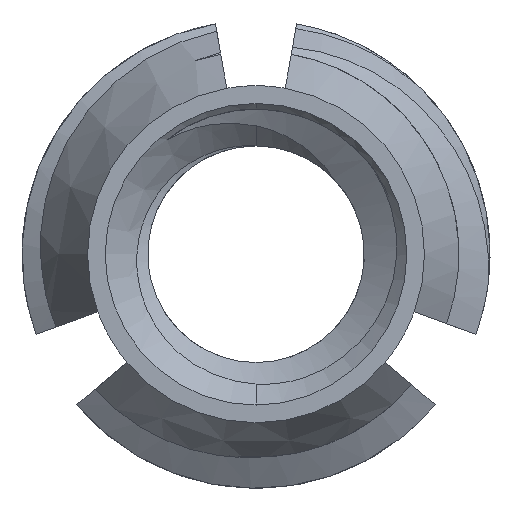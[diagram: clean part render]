
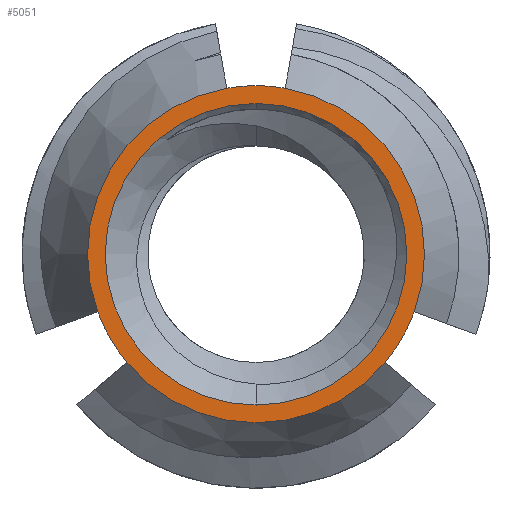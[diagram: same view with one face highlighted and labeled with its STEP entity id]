
A CAD part, front view. The second image highlights one B-rep face of the part: STEP entity #5051.
In plain terms, the highlighted planar face has unit normal (0, -1, 0).
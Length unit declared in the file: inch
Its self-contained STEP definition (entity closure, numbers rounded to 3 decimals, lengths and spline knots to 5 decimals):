
#73 = CARTESIAN_POINT ( 'NONE',  ( 0.05815, -0.23438, -0.02116 ) ) ;
#229 = DIRECTION ( 'NONE',  ( 0., 0., 1. ) ) ;
#627 = DIRECTION ( 'NONE',  ( 0., -1., 0. ) ) ;
#725 = AXIS2_PLACEMENT_3D ( 'NONE', #3660, #11395, #4774 ) ;
#1363 = CIRCLE ( 'NONE', #11373, 0.06188 ) ;
#1562 = ORIENTED_EDGE ( 'NONE', *, *, #9139, .T. ) ;
#2224 = DIRECTION ( 'NONE',  ( 0., -1., 0. ) ) ;
#2264 = EDGE_CURVE ( 'NONE', #9913, #5364, #2555, .T. ) ;
#2400 = CARTESIAN_POINT ( 'NONE',  ( 0., -0.23438, 0. ) ) ;
#2415 = CIRCLE ( 'NONE', #9876, 0.06188 ) ;
#2555 = CIRCLE ( 'NONE', #6906, 0.06188 ) ;
#2881 = ORIENTED_EDGE ( 'NONE', *, *, #4142, .T. ) ;
#2886 = CARTESIAN_POINT ( 'NONE',  ( 0., -0.23438, 0. ) ) ;
#2906 = CIRCLE ( 'NONE', #8032, 0.05539 ) ;
#3054 = CARTESIAN_POINT ( 'NONE',  ( -0.01075, -0.23438, 0.06094 ) ) ;
#3101 = CARTESIAN_POINT ( 'NONE',  ( 0., -0.23438, 0.06188 ) ) ;
#3283 = AXIS2_PLACEMENT_3D ( 'NONE', #11450, #4831, #12562 ) ;
#3322 = ORIENTED_EDGE ( 'NONE', *, *, #10423, .T. ) ;
#3335 = PLANE ( 'NONE',  #11170 ) ;
#3507 = DIRECTION ( 'NONE',  ( 0., 0., 1. ) ) ;
#3612 = CARTESIAN_POINT ( 'NONE',  ( 0.0474, -0.23438, -0.03978 ) ) ;
#3644 = VERTEX_POINT ( 'NONE', #6311 ) ;
#3660 = CARTESIAN_POINT ( 'NONE',  ( 0., -0.23438, 0. ) ) ;
#3697 = VERTEX_POINT ( 'NONE', #9986 ) ;
#3707 = ORIENTED_EDGE ( 'NONE', *, *, #10142, .T. ) ;
#3989 = DIRECTION ( 'NONE',  ( 0., 0., 1. ) ) ;
#4120 = CARTESIAN_POINT ( 'NONE',  ( -0.0474, -0.23438, -0.03978 ) ) ;
#4142 = EDGE_CURVE ( 'NONE', #11176, #3644, #2906, .T. ) ;
#4362 = DIRECTION ( 'NONE',  ( 0., -1., 0. ) ) ;
#4435 = CARTESIAN_POINT ( 'NONE',  ( 0., -0.23438, 0. ) ) ;
#4486 = ORIENTED_EDGE ( 'NONE', *, *, #7847, .T. ) ;
#4595 = CIRCLE ( 'NONE', #725, 0.06188 ) ;
#4774 = DIRECTION ( 'NONE',  ( 0., 0., 1. ) ) ;
#4831 = DIRECTION ( 'NONE',  ( 0., 1., 0. ) ) ;
#5051 = ADVANCED_FACE ( 'NONE', ( #8283, #14127 ), #3335, .F. ) ;
#5266 = ORIENTED_EDGE ( 'NONE', *, *, #13383, .T. ) ;
#5364 = VERTEX_POINT ( 'NONE', #3612 ) ;
#5405 = CARTESIAN_POINT ( 'NONE',  ( 0., -0.23438, 0. ) ) ;
#5516 = EDGE_LOOP ( 'NONE', ( #4486, #2881 ) ) ;
#5539 = DIRECTION ( 'NONE',  ( 0., 0., 1. ) ) ;
#6311 = CARTESIAN_POINT ( 'NONE',  ( 0., -0.23438, -0.05539 ) ) ;
#6432 = AXIS2_PLACEMENT_3D ( 'NONE', #13427, #6819, #229 ) ;
#6534 = DIRECTION ( 'NONE',  ( 0., 0., 1. ) ) ;
#6574 = CARTESIAN_POINT ( 'NONE',  ( 0.01075, -0.23438, 0.06094 ) ) ;
#6642 = EDGE_CURVE ( 'NONE', #3697, #9913, #1363, .T. ) ;
#6819 = DIRECTION ( 'NONE',  ( 0., -1., 0. ) ) ;
#6906 = AXIS2_PLACEMENT_3D ( 'NONE', #7225, #627, #8348 ) ;
#7225 = CARTESIAN_POINT ( 'NONE',  ( 0., -0.23438, 0. ) ) ;
#7284 = ORIENTED_EDGE ( 'NONE', *, *, #2264, .T. ) ;
#7847 = EDGE_CURVE ( 'NONE', #3644, #11176, #9284, .T. ) ;
#8032 = AXIS2_PLACEMENT_3D ( 'NONE', #2400, #10111, #3507 ) ;
#8283 = FACE_OUTER_BOUND ( 'NONE', #10993, .T. ) ;
#8348 = DIRECTION ( 'NONE',  ( 0., 0., 1. ) ) ;
#8841 = CARTESIAN_POINT ( 'NONE',  ( 0., -0.23438, 0. ) ) ;
#8853 = AXIS2_PLACEMENT_3D ( 'NONE', #5405, #13149, #6534 ) ;
#9090 = CIRCLE ( 'NONE', #8853, 0.06188 ) ;
#9139 = EDGE_CURVE ( 'NONE', #5364, #12234, #9274, .T. ) ;
#9274 = CIRCLE ( 'NONE', #6432, 0.06188 ) ;
#9284 = CIRCLE ( 'NONE', #3283, 0.05539 ) ;
#9876 = AXIS2_PLACEMENT_3D ( 'NONE', #10978, #4362, #12102 ) ;
#9913 = VERTEX_POINT ( 'NONE', #4120 ) ;
#9939 = DIRECTION ( 'NONE',  ( 0., 0., 1. ) ) ;
#9986 = CARTESIAN_POINT ( 'NONE',  ( -0.05815, -0.23438, -0.02116 ) ) ;
#10111 = DIRECTION ( 'NONE',  ( 0., 1., 0. ) ) ;
#10142 = EDGE_CURVE ( 'NONE', #12911, #3697, #4595, .T. ) ;
#10149 = AXIS2_PLACEMENT_3D ( 'NONE', #8841, #2224, #9939 ) ;
#10423 = EDGE_CURVE ( 'NONE', #13005, #12911, #9090, .T. ) ;
#10602 = DIRECTION ( 'NONE',  ( 0., -1., 0. ) ) ;
#10765 = CARTESIAN_POINT ( 'NONE',  ( 0., -0.23438, 0.05539 ) ) ;
#10978 = CARTESIAN_POINT ( 'NONE',  ( 0., -0.23438, 0. ) ) ;
#10993 = EDGE_LOOP ( 'NONE', ( #3707, #11760, #7284, #1562, #11330, #5266, #3322 ) ) ;
#11170 = AXIS2_PLACEMENT_3D ( 'NONE', #4435, #12174, #5539 ) ;
#11176 = VERTEX_POINT ( 'NONE', #10765 ) ;
#11330 = ORIENTED_EDGE ( 'NONE', *, *, #14207, .T. ) ;
#11373 = AXIS2_PLACEMENT_3D ( 'NONE', #2886, #10602, #3989 ) ;
#11395 = DIRECTION ( 'NONE',  ( 0., -1., 0. ) ) ;
#11410 = CIRCLE ( 'NONE', #10149, 0.06188 ) ;
#11450 = CARTESIAN_POINT ( 'NONE',  ( 0., -0.23438, 0. ) ) ;
#11760 = ORIENTED_EDGE ( 'NONE', *, *, #6642, .T. ) ;
#11941 = VERTEX_POINT ( 'NONE', #6574 ) ;
#12102 = DIRECTION ( 'NONE',  ( 0., 0., 1. ) ) ;
#12174 = DIRECTION ( 'NONE',  ( 0., 1., 0. ) ) ;
#12234 = VERTEX_POINT ( 'NONE', #73 ) ;
#12562 = DIRECTION ( 'NONE',  ( 0., 0., 1. ) ) ;
#12911 = VERTEX_POINT ( 'NONE', #3054 ) ;
#13005 = VERTEX_POINT ( 'NONE', #3101 ) ;
#13149 = DIRECTION ( 'NONE',  ( 0., -1., 0. ) ) ;
#13383 = EDGE_CURVE ( 'NONE', #11941, #13005, #11410, .T. ) ;
#13427 = CARTESIAN_POINT ( 'NONE',  ( 0., -0.23438, 0. ) ) ;
#14127 = FACE_BOUND ( 'NONE', #5516, .T. ) ;
#14207 = EDGE_CURVE ( 'NONE', #12234, #11941, #2415, .T. ) ;
